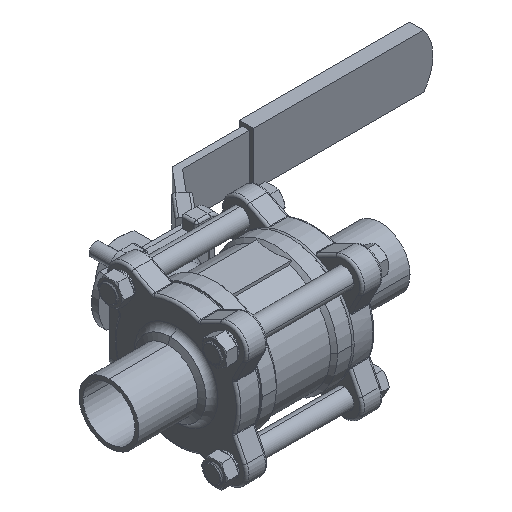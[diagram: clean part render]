
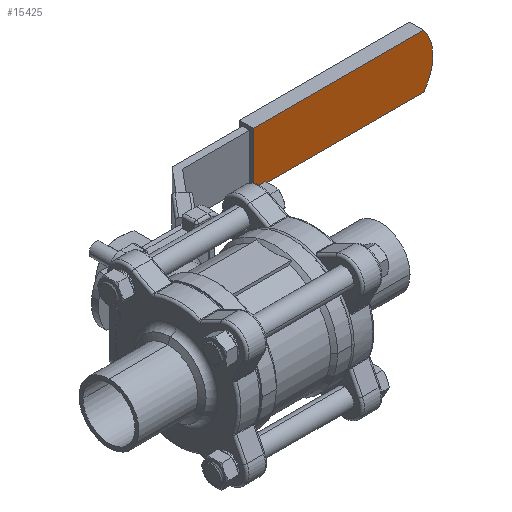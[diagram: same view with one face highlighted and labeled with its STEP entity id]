
A CAD part, isometric view. The second image highlights one B-rep face of the part: STEP entity #15425.
In plain terms, the highlighted planar face has unit normal (0, -1, 0).
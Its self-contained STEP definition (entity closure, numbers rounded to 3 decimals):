
#14664=CARTESIAN_POINT('',(105.601,21.5,0.));
#14665=DIRECTION('',(0.,1.,0.));
#14666=DIRECTION('',(0.785,0.,0.62));
#14667=AXIS2_PLACEMENT_3D('',#14664,#14665,#14666);
#14669=DIRECTION('',(-1.,0.,0.));
#14670=VECTOR('',#14669,72.21);
#14671=CARTESIAN_POINT('',(120.049,21.5,-11.41));
#14672=LINE('',#14671,#14670);
#14673=DIRECTION('',(0.,0.,1.));
#14674=VECTOR('',#14673,22.82);
#14675=CARTESIAN_POINT('',(47.839,21.5,-11.41));
#14676=LINE('',#14675,#14674);
#14677=DIRECTION('',(1.,0.,0.));
#14678=VECTOR('',#14677,72.21);
#14679=CARTESIAN_POINT('',(47.839,21.5,11.41));
#14680=LINE('',#14679,#14678);
#14966=CARTESIAN_POINT('',(120.049,21.5,11.41));
#14967=CARTESIAN_POINT('',(120.049,21.5,-11.41));
#14968=VERTEX_POINT('',#14966);
#14969=VERTEX_POINT('',#14967);
#14970=CARTESIAN_POINT('',(47.839,21.5,-11.41));
#14971=VERTEX_POINT('',#14970);
#14972=CARTESIAN_POINT('',(47.839,21.5,11.41));
#14973=VERTEX_POINT('',#14972);
#15411=CARTESIAN_POINT('',(0.,21.5,-108.255));
#15412=DIRECTION('',(0.,1.,0.));
#15413=DIRECTION('',(1.,0.,0.));
#15414=AXIS2_PLACEMENT_3D('',#15411,#15412,#15413);
#15415=PLANE('',#15414);
#15417=ORIENTED_EDGE('',*,*,#15416,.T.);
#15419=ORIENTED_EDGE('',*,*,#15418,.T.);
#15420=ORIENTED_EDGE('',*,*,#15392,.T.);
#15422=ORIENTED_EDGE('',*,*,#15421,.T.);
#15423=EDGE_LOOP('',(#15417,#15419,#15420,#15422));
#15424=FACE_OUTER_BOUND('',#15423,.F.);
#14668=CIRCLE('',#14667,18.41);
#15392=EDGE_CURVE('',#14971,#14973,#14676,.T.);
#15416=EDGE_CURVE('',#14968,#14969,#14668,.T.);
#15418=EDGE_CURVE('',#14969,#14971,#14672,.T.);
#15421=EDGE_CURVE('',#14973,#14968,#14680,.T.);
#15425=ADVANCED_FACE('',(#15424),#15415,.F.);
